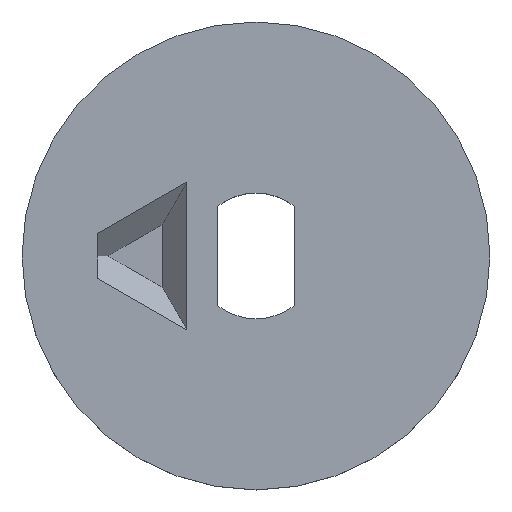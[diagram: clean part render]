
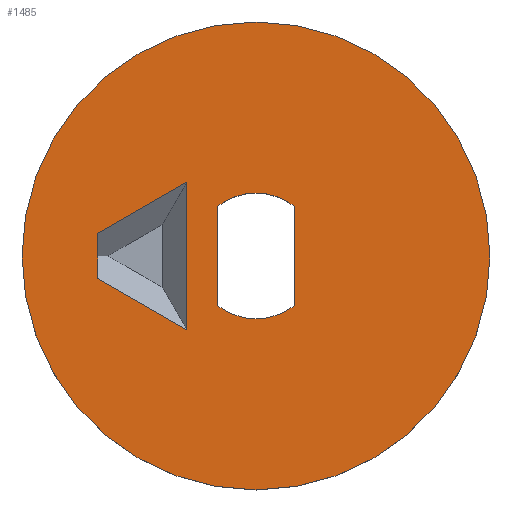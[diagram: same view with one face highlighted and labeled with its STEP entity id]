
A CAD part, top view. The second image highlights one B-rep face of the part: STEP entity #1485.
In plain terms, the highlighted planar face has unit normal (0, 0, 1).
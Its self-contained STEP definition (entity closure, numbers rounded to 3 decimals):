
#562 = VERTEX_POINT('',#563);
#563 = CARTESIAN_POINT('',(9.5,0.,1.));
#569 = EDGE_CURVE('',#562,#562,#570,.T.);
#570 = CIRCLE('',#571,9.5);
#571 = AXIS2_PLACEMENT_3D('',#572,#573,#574);
#572 = CARTESIAN_POINT('',(0.,0.,1.));
#573 = DIRECTION('',(0.,0.,-1.));
#574 = DIRECTION('',(1.,0.,0.));
#1485 = ADVANCED_FACE('',(#1486,#1489,#1523),#1559,.F.);
#1486 = FACE_BOUND('',#1487,.T.);
#1487 = EDGE_LOOP('',(#1488));
#1488 = ORIENTED_EDGE('',*,*,#569,.F.);
#1489 = FACE_BOUND('',#1490,.F.);
#1490 = EDGE_LOOP('',(#1491,#1501,#1509,#1517));
#1491 = ORIENTED_EDGE('',*,*,#1492,.T.);
#1492 = EDGE_CURVE('',#1493,#1495,#1497,.T.);
#1493 = VERTEX_POINT('',#1494);
#1494 = CARTESIAN_POINT('',(-6.422,-0.911,1.));
#1495 = VERTEX_POINT('',#1496);
#1496 = CARTESIAN_POINT('',(-2.804,-3.,1.));
#1497 = LINE('',#1498,#1499);
#1498 = CARTESIAN_POINT('',(-8.,0.,1.));
#1499 = VECTOR('',#1500,1.);
#1500 = DIRECTION('',(0.866,-0.5,0.));
#1501 = ORIENTED_EDGE('',*,*,#1502,.T.);
#1502 = EDGE_CURVE('',#1495,#1503,#1505,.T.);
#1503 = VERTEX_POINT('',#1504);
#1504 = CARTESIAN_POINT('',(-2.804,3.,1.));
#1505 = LINE('',#1506,#1507);
#1506 = CARTESIAN_POINT('',(-2.804,-3.,1.));
#1507 = VECTOR('',#1508,1.);
#1508 = DIRECTION('',(0.,1.,0.));
#1509 = ORIENTED_EDGE('',*,*,#1510,.T.);
#1510 = EDGE_CURVE('',#1503,#1511,#1513,.T.);
#1511 = VERTEX_POINT('',#1512);
#1512 = CARTESIAN_POINT('',(-6.422,0.911,1.));
#1513 = LINE('',#1514,#1515);
#1514 = CARTESIAN_POINT('',(-2.804,3.,1.));
#1515 = VECTOR('',#1516,1.);
#1516 = DIRECTION('',(-0.866,-0.5,0.));
#1517 = ORIENTED_EDGE('',*,*,#1518,.F.);
#1518 = EDGE_CURVE('',#1493,#1511,#1519,.T.);
#1519 = LINE('',#1520,#1521);
#1520 = CARTESIAN_POINT('',(-6.422,-2.828,1.));
#1521 = VECTOR('',#1522,1.);
#1522 = DIRECTION('',(0.,1.,0.));
#1523 = FACE_BOUND('',#1524,.F.);
#1524 = EDGE_LOOP('',(#1525,#1535,#1544,#1552));
#1525 = ORIENTED_EDGE('',*,*,#1526,.F.);
#1526 = EDGE_CURVE('',#1527,#1529,#1531,.T.);
#1527 = VERTEX_POINT('',#1528);
#1528 = CARTESIAN_POINT('',(1.55,2.025,1.));
#1529 = VERTEX_POINT('',#1530);
#1530 = CARTESIAN_POINT('',(1.55,-2.025,1.));
#1531 = LINE('',#1532,#1533);
#1532 = CARTESIAN_POINT('',(1.55,2.025,1.));
#1533 = VECTOR('',#1534,1.);
#1534 = DIRECTION('',(-0.,-1.,0.));
#1535 = ORIENTED_EDGE('',*,*,#1536,.T.);
#1536 = EDGE_CURVE('',#1527,#1537,#1539,.T.);
#1537 = VERTEX_POINT('',#1538);
#1538 = CARTESIAN_POINT('',(-1.55,2.025,1.));
#1539 = CIRCLE('',#1540,2.55);
#1540 = AXIS2_PLACEMENT_3D('',#1541,#1542,#1543);
#1541 = CARTESIAN_POINT('',(0.,0.,1.));
#1542 = DIRECTION('',(0.,0.,1.));
#1543 = DIRECTION('',(-1.,0.,0.));
#1544 = ORIENTED_EDGE('',*,*,#1545,.F.);
#1545 = EDGE_CURVE('',#1546,#1537,#1548,.T.);
#1546 = VERTEX_POINT('',#1547);
#1547 = CARTESIAN_POINT('',(-1.55,-2.025,1.));
#1548 = LINE('',#1549,#1550);
#1549 = CARTESIAN_POINT('',(-1.55,-2.025,1.));
#1550 = VECTOR('',#1551,1.);
#1551 = DIRECTION('',(0.,1.,0.));
#1552 = ORIENTED_EDGE('',*,*,#1553,.T.);
#1553 = EDGE_CURVE('',#1546,#1529,#1554,.T.);
#1554 = CIRCLE('',#1555,2.55);
#1555 = AXIS2_PLACEMENT_3D('',#1556,#1557,#1558);
#1556 = CARTESIAN_POINT('',(0.,0.,1.));
#1557 = DIRECTION('',(0.,0.,1.));
#1558 = DIRECTION('',(-1.,0.,0.));
#1559 = PLANE('',#1560);
#1560 = AXIS2_PLACEMENT_3D('',#1561,#1562,#1563);
#1561 = CARTESIAN_POINT('',(0.,0.,1.));
#1562 = DIRECTION('',(0.,0.,-1.));
#1563 = DIRECTION('',(1.,0.,0.));
